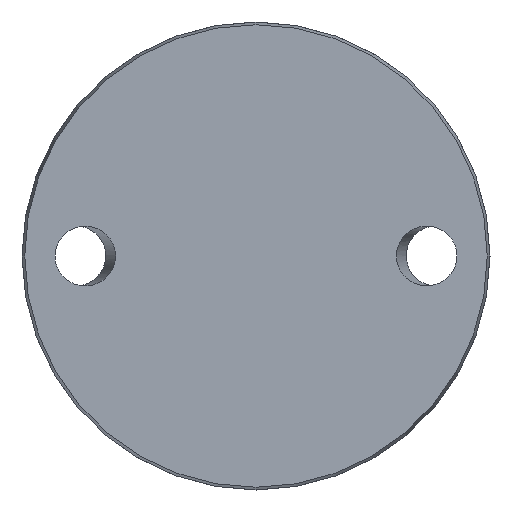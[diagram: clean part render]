
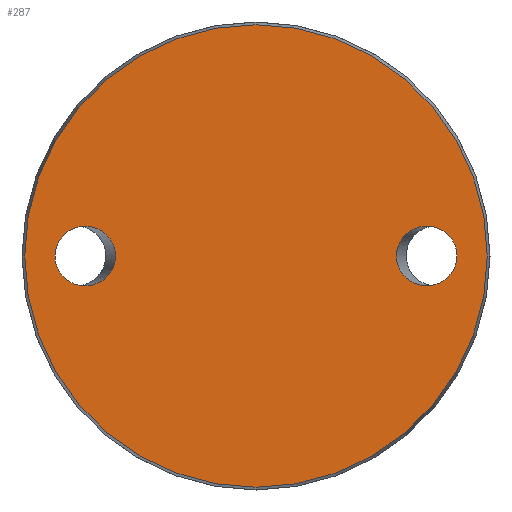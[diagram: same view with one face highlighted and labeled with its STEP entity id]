
A CAD part, front view. The second image highlights one B-rep face of the part: STEP entity #287.
In plain terms, the highlighted planar face has unit normal (0, -1, 0).
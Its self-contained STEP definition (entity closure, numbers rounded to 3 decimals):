
#5 = CARTESIAN_POINT ( 'NONE',  ( 0., 0., 0. ) ) ;
#9 = CARTESIAN_POINT ( 'NONE',  ( 42.087, 0., 0. ) ) ;
#12 = CARTESIAN_POINT ( 'NONE',  ( 29.413, 0., -12.5 ) ) ;
#33 = ORIENTED_EDGE ( 'NONE', *, *, #470, .T. ) ;
#35 = CIRCLE ( 'NONE', #404, 48.425 ) ;
#59 = EDGE_LOOP ( 'NONE', ( #458 ) ) ;
#64 = DIRECTION ( 'NONE',  ( 0., 1., 0. ) ) ;
#67 = FACE_BOUND ( 'NONE', #709, .T. ) ;
#99 = CARTESIAN_POINT ( 'NONE',  ( -42.087, 0., 0. ) ) ;
#119 = PLANE ( 'NONE',  #120 ) ;
#120 = AXIS2_PLACEMENT_3D ( 'NONE', #360, #64, #782 ) ;
#124 = FACE_OUTER_BOUND ( 'NONE', #59, .T. ) ;
#127 =( BOUNDED_CURVE ( )  B_SPLINE_CURVE ( 3, ( #162, #511, #522, #270, #762, #337, #99 ),
 .UNSPECIFIED., .T., .T. ) 
 B_SPLINE_CURVE_WITH_KNOTS ( ( 4, 3, 4 ),
 ( 0., 3.142, 6.283 ),
 .UNSPECIFIED. ) 
 CURVE ( )  GEOMETRIC_REPRESENTATION_ITEM ( )  RATIONAL_B_SPLINE_CURVE ( ( 1., 0.333, 0.333, 1., 0.333, 0.333, 1. ) ) 
 REPRESENTATION_ITEM ( '' )  );
#162 = CARTESIAN_POINT ( 'NONE',  ( -42.087, 0., 0. ) ) ;
#193 = CARTESIAN_POINT ( 'NONE',  ( 0., 0., -48.425 ) ) ;
#208 = VERTEX_POINT ( 'NONE', #193 ) ;
#270 = CARTESIAN_POINT ( 'NONE',  ( -29.413, 0., 0. ) ) ;
#282 = EDGE_CURVE ( 'NONE', #208, #208, #35, .T. ) ;
#285 = ORIENTED_EDGE ( 'NONE', *, *, #555, .T. ) ;
#287 = ADVANCED_FACE ( 'NONE', ( #594, #67, #124 ), #119, .F. ) ;
#318 = CARTESIAN_POINT ( 'NONE',  ( 42.087, 0., 0. ) ) ;
#337 = CARTESIAN_POINT ( 'NONE',  ( -42.087, 0., -12.5 ) ) ;
#360 = CARTESIAN_POINT ( 'NONE',  ( -48.425, 0., 0. ) ) ;
#380 = CARTESIAN_POINT ( 'NONE',  ( 42.087, 0., 0. ) ) ;
#383 = CARTESIAN_POINT ( 'NONE',  ( 29.413, 0., 0. ) ) ;
#404 = AXIS2_PLACEMENT_3D ( 'NONE', #5, #479, #487 ) ;
#440 = VERTEX_POINT ( 'NONE', #549 ) ;
#443 = CARTESIAN_POINT ( 'NONE',  ( 42.087, 0., -12.5 ) ) ;
#456 = VERTEX_POINT ( 'NONE', #380 ) ;
#458 = ORIENTED_EDGE ( 'NONE', *, *, #282, .T. ) ;
#470 = EDGE_CURVE ( 'NONE', #456, #456, #648, .T. ) ;
#479 = DIRECTION ( 'NONE',  ( 0., -1., 0. ) ) ;
#487 = DIRECTION ( 'NONE',  ( 0., 0., -1. ) ) ;
#511 = CARTESIAN_POINT ( 'NONE',  ( -42.087, 0., 12.5 ) ) ;
#522 = CARTESIAN_POINT ( 'NONE',  ( -29.413, 0., 12.5 ) ) ;
#549 = CARTESIAN_POINT ( 'NONE',  ( -42.087, 0., 0. ) ) ;
#555 = EDGE_CURVE ( 'NONE', #440, #440, #127, .T. ) ;
#561 = CARTESIAN_POINT ( 'NONE',  ( 42.087, 0., 12.5 ) ) ;
#594 = FACE_BOUND ( 'NONE', #662, .T. ) ;
#648 =( BOUNDED_CURVE ( )  B_SPLINE_CURVE ( 3, ( #9, #443, #12, #383, #670, #561, #318 ),
 .UNSPECIFIED., .T., .F. ) 
 B_SPLINE_CURVE_WITH_KNOTS ( ( 4, 3, 4 ),
 ( 0., 3.142, 6.283 ),
 .UNSPECIFIED. ) 
 CURVE ( )  GEOMETRIC_REPRESENTATION_ITEM ( )  RATIONAL_B_SPLINE_CURVE ( ( 1., 0.333, 0.333, 1., 0.333, 0.333, 1. ) ) 
 REPRESENTATION_ITEM ( '' )  );
#662 = EDGE_LOOP ( 'NONE', ( #285 ) ) ;
#670 = CARTESIAN_POINT ( 'NONE',  ( 29.413, 0., 12.5 ) ) ;
#709 = EDGE_LOOP ( 'NONE', ( #33 ) ) ;
#762 = CARTESIAN_POINT ( 'NONE',  ( -29.413, 0., -12.5 ) ) ;
#782 = DIRECTION ( 'NONE',  ( 0., 0., 1. ) ) ;
